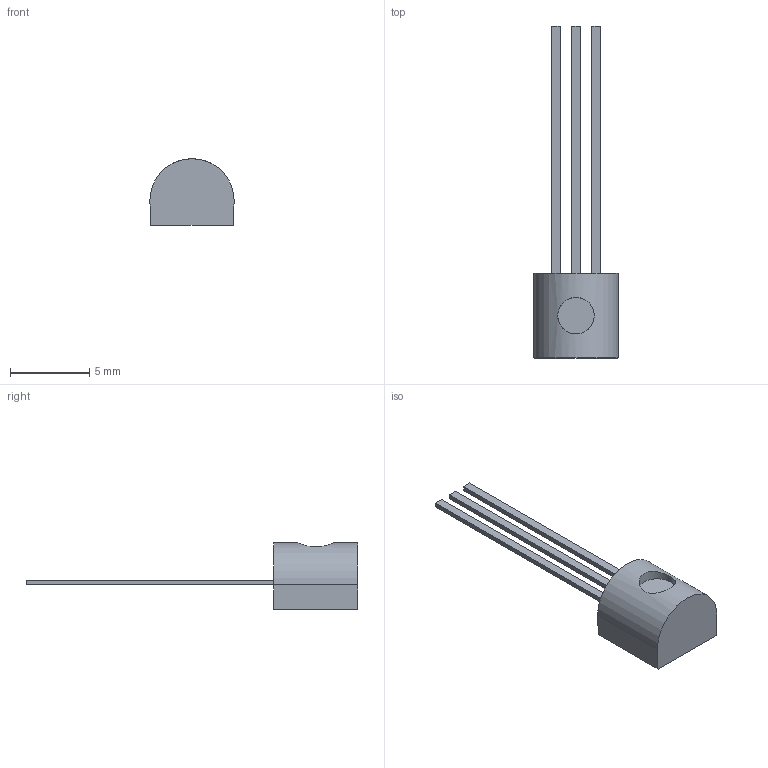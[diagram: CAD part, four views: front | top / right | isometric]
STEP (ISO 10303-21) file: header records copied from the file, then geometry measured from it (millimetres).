
FILE_DESCRIPTION (( 'STEP AP203' ), '1' );
FILE_NAME ('BC547BBU.STEP', '2021-03-25T07:19:07', ( 'Admin' ), ( '' ), 'SwSTEP 2.0', 'SolidWorks 2018', '' );
FILE_SCHEMA (( 'CONFIG_CONTROL_DESIGN' ));
Length unit declared in the file: millimetre
Products named in the file (1): BC547BBU
Bounding box: 5.32 x 20.95 x 4.19 mm (x, y, z)
Volume: 107.5 mm3; surface area: 211.2 mm2
Topology: 1 solids, 1 shells, 24 faces, 54 edges, 36 vertices
Faces by surface type: plane 21, cylinder 3
Entity records: 771 total; most frequent: CARTESIAN_POINT 151, ORIENTED_EDGE 108, DIRECTION 106, EDGE_CURVE 54, LINE 48, VECTOR 48, VERTEX_POINT 36, AXIS2_PLACEMENT_3D 29
